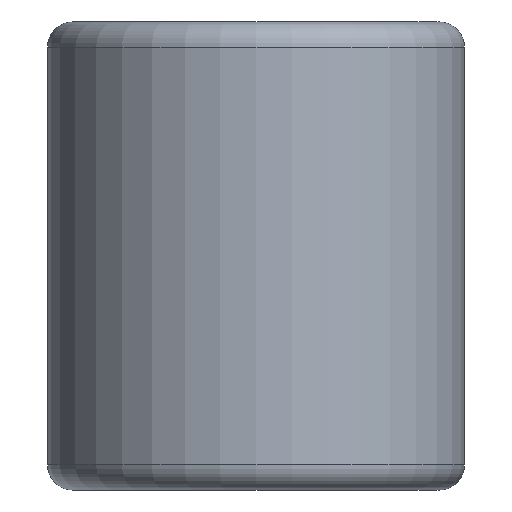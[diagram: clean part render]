
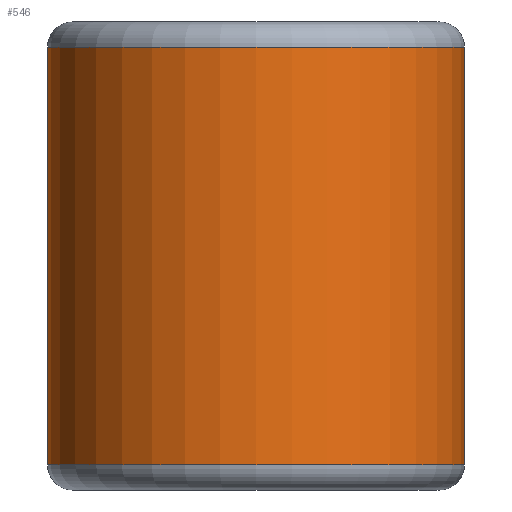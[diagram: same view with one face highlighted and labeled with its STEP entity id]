
A CAD part, front view. The second image highlights one B-rep face of the part: STEP entity #546.
In plain terms, the highlighted cylindrical face has radius 6.337 mm (diameter 12.675 mm), a partial arc.
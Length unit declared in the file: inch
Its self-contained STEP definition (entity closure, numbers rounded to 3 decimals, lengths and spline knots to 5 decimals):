
#148 = VECTOR ( 'NONE', #1793, 39.37008 ) ;
#220 = CARTESIAN_POINT ( 'NONE',  ( 0.437, -0.875, -0.25 ) ) ;
#255 = CIRCLE ( 'NONE', #2418, 0.2495 ) ;
#430 = VERTEX_POINT ( 'NONE', #220 ) ;
#532 = CARTESIAN_POINT ( 'NONE',  ( 0.437, -0.875, 0. ) ) ;
#546 = ADVANCED_FACE ( 'NONE', ( #696 ), #2027, .T. ) ;
#674 = LINE ( 'NONE', #1172, #148 ) ;
#696 = FACE_OUTER_BOUND ( 'NONE', #1858, .T. ) ;
#747 = VERTEX_POINT ( 'NONE', #1541 ) ;
#764 = CIRCLE ( 'NONE', #1640, 0.2495 ) ;
#821 = EDGE_CURVE ( 'NONE', #430, #747, #2552, .T. ) ;
#1075 = CARTESIAN_POINT ( 'NONE',  ( -0.062, -0.875, 0.25 ) ) ;
#1149 = CARTESIAN_POINT ( 'NONE',  ( 0.1875, -0.875, 0.25 ) ) ;
#1172 = CARTESIAN_POINT ( 'NONE',  ( -0.062, -0.875, 0.25 ) ) ;
#1198 = DIRECTION ( 'NONE',  ( 0., 0., 1. ) ) ;
#1360 = DIRECTION ( 'NONE',  ( 1., 0., 0. ) ) ;
#1453 = VERTEX_POINT ( 'NONE', #1075 ) ;
#1541 = CARTESIAN_POINT ( 'NONE',  ( 0.437, -0.875, 0.25 ) ) ;
#1560 = VERTEX_POINT ( 'NONE', #2529 ) ;
#1640 = AXIS2_PLACEMENT_3D ( 'NONE', #2410, #1198, #2607 ) ;
#1655 = EDGE_CURVE ( 'NONE', #1453, #747, #255, .T. ) ;
#1668 = ORIENTED_EDGE ( 'NONE', *, *, #821, .T. ) ;
#1793 = DIRECTION ( 'NONE',  ( 0., 0., -1. ) ) ;
#1804 = ORIENTED_EDGE ( 'NONE', *, *, #2468, .T. ) ;
#1858 = EDGE_LOOP ( 'NONE', ( #2051, #1668, #1989, #1804 ) ) ;
#1928 = EDGE_CURVE ( 'NONE', #1560, #430, #764, .T. ) ;
#1969 = DIRECTION ( 'NONE',  ( 0., 0., 1. ) ) ;
#1989 = ORIENTED_EDGE ( 'NONE', *, *, #1655, .F. ) ;
#2020 = VECTOR ( 'NONE', #1969, 39.37008 ) ;
#2027 = CYLINDRICAL_SURFACE ( 'NONE', #2394, 0.2495 ) ;
#2051 = ORIENTED_EDGE ( 'NONE', *, *, #1928, .T. ) ;
#2108 = DIRECTION ( 'NONE',  ( 1., 0., 0. ) ) ;
#2311 = CARTESIAN_POINT ( 'NONE',  ( 0.1875, -0.875, 0. ) ) ;
#2394 = AXIS2_PLACEMENT_3D ( 'NONE', #2311, #2503, #2108 ) ;
#2410 = CARTESIAN_POINT ( 'NONE',  ( 0.1875, -0.875, -0.25 ) ) ;
#2418 = AXIS2_PLACEMENT_3D ( 'NONE', #1149, #2566, #1360 ) ;
#2468 = EDGE_CURVE ( 'NONE', #1453, #1560, #674, .T. ) ;
#2503 = DIRECTION ( 'NONE',  ( 0., 0., 1. ) ) ;
#2529 = CARTESIAN_POINT ( 'NONE',  ( -0.062, -0.875, -0.25 ) ) ;
#2552 = LINE ( 'NONE', #532, #2020 ) ;
#2566 = DIRECTION ( 'NONE',  ( 0., 0., 1. ) ) ;
#2607 = DIRECTION ( 'NONE',  ( 1., 0., 0. ) ) ;
